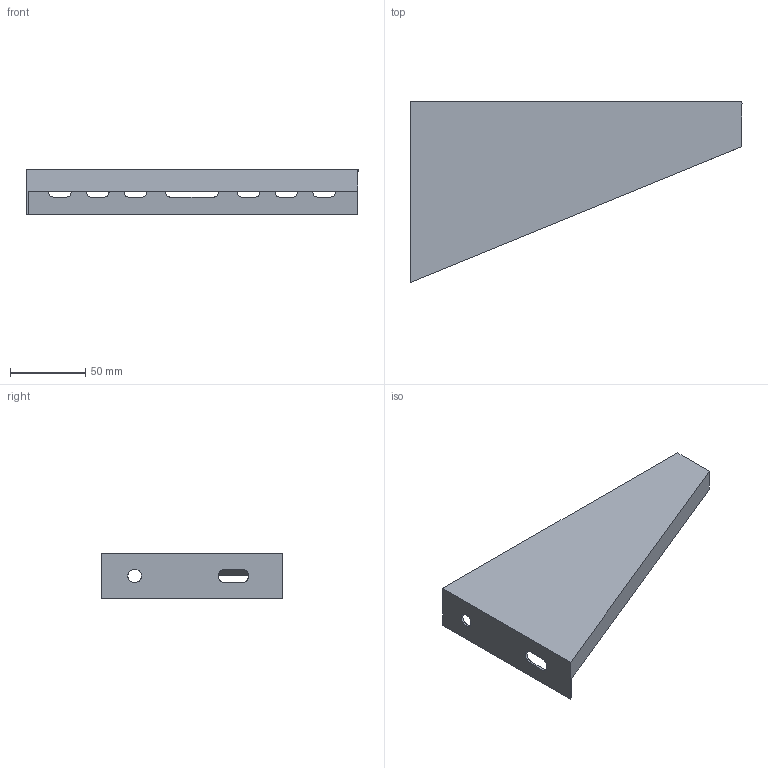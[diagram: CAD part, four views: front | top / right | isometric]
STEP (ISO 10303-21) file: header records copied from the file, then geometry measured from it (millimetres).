
FILE_DESCRIPTION (( 'STEP AP203' ), '1' );
FILE_NAME ('CLP1CW-200-1 Êðîíøòåéí íàñòåííûé îñí.200 ìì.STEP', '2016-03-16T06:17:38', ( '' ), ( '' ), 'SwSTEP 2.0', 'SolidWorks 2014', '' );
FILE_SCHEMA (( 'CONFIG_CONTROL_DESIGN' ));
Length unit declared in the file: millimetre
Products named in the file (1): CLP1CW-200-1 Êðîíøòåéí íàñòåííûé îñí.200 ìì
Bounding box: 220 x 120 x 30 mm (x, y, z)
Volume: 43831.1 mm3; surface area: 57936 mm2
Topology: 1 solids, 1 shells, 48 faces, 136 edges, 90 vertices
Faces by surface type: plane 30, cylinder 18
Full cylindrical faces by diameter (mm): 9 x1
Entity records: 1659 total; most frequent: CARTESIAN_POINT 284, ORIENTED_EDGE 268, DIRECTION 262, EDGE_CURVE 134, VECTOR 98, LINE 98, VERTEX_POINT 89, AXIS2_PLACEMENT_3D 82
